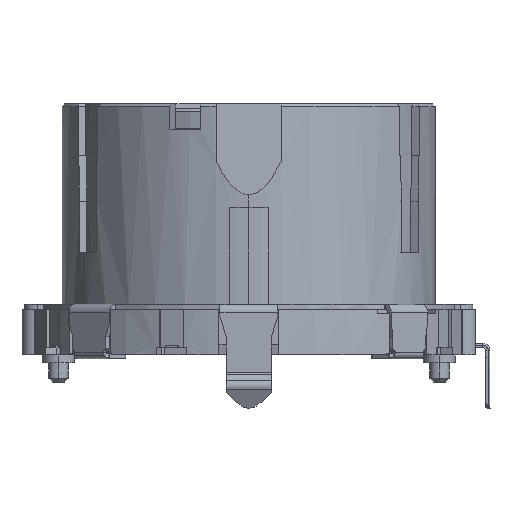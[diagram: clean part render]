
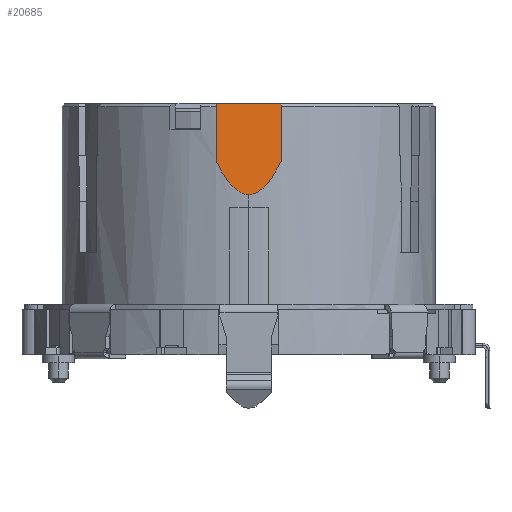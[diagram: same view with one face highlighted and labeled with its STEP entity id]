
A CAD part, left-side view. The second image highlights one B-rep face of the part: STEP entity #20685.
In plain terms, the highlighted face is planar.
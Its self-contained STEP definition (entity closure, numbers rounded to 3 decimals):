
#19349 = VERTEX_POINT ( 'NONE', #39857 ) ;
#19354 = EDGE_CURVE ( 'NONE', #19349, #19357, #39856, .T. ) ;
#19357 = VERTEX_POINT ( 'NONE', #39850 ) ;
#20651 = VERTEX_POINT ( 'NONE', #41939 ) ;
#20666 = EDGE_CURVE ( 'NONE', #20651, #20668, #41976, .T. ) ;
#20668 = VERTEX_POINT ( 'NONE', #41972 ) ;
#20685 = ADVANCED_FACE ( 'NONE', ( #41962 ), #42000, .F. ) ;
#20686 = EDGE_LOOP ( 'NONE', ( #20690, #20697, #20753, #20760, #20769 ) ) ;
#20690 = ORIENTED_EDGE ( 'NONE', *, *, #20691, .T. ) ;
#20691 = EDGE_CURVE ( 'NONE', #19349, #20694, #41989, .T. ) ;
#20694 = VERTEX_POINT ( 'NONE', #41985 ) ;
#20697 = ORIENTED_EDGE ( 'NONE', *, *, #20699, .F. ) ;
#20699 = EDGE_CURVE ( 'NONE', #20668, #20694, #42029, .T. ) ;
#20753 = ORIENTED_EDGE ( 'NONE', *, *, #20666, .F. ) ;
#20760 = ORIENTED_EDGE ( 'NONE', *, *, #20764, .F. ) ;
#20764 = EDGE_CURVE ( 'NONE', #19357, #20651, #42111, .T. ) ;
#20769 = ORIENTED_EDGE ( 'NONE', *, *, #19354, .F. ) ;
#39850 = CARTESIAN_POINT ( 'NONE',  ( 14.4, 0., -7. ) ) ;
#39852 = CARTESIAN_POINT ( 'NONE',  ( 14.4, 0., -7. ) ) ;
#39853 = CARTESIAN_POINT ( 'NONE',  ( 14.4, 0.839, -7. ) ) ;
#39854 = CARTESIAN_POINT ( 'NONE',  ( 14.327, 1.674, -6.147 ) ) ;
#39855 = CARTESIAN_POINT ( 'NONE',  ( 14.181, 2.5, -4.449 ) ) ;
#39856 =( BOUNDED_CURVE ( )  B_SPLINE_CURVE ( 3, ( #39855, #39854, #39853, #39852 ),
 .UNSPECIFIED., .F., .T. ) 
 B_SPLINE_CURVE_WITH_KNOTS ( ( 4, 4 ),
 ( 2.967, 3.142 ),
 .UNSPECIFIED. ) 
 CURVE ( )  GEOMETRIC_REPRESENTATION_ITEM ( )  RATIONAL_B_SPLINE_CURVE ( ( 1., 0.997, 0.997, 1. ) ) 
 REPRESENTATION_ITEM ( '' )  );
#39857 = CARTESIAN_POINT ( 'NONE',  ( 14.181, 2.5, -4.449 ) ) ;
#41939 = CARTESIAN_POINT ( 'NONE',  ( 14.181, -2.5, -4.449 ) ) ;
#41962 = FACE_OUTER_BOUND ( 'NONE', #20686, .T. ) ;
#41972 = CARTESIAN_POINT ( 'NONE',  ( 13.8, -2.5, 0. ) ) ;
#41973 = DIRECTION ( 'NONE',  ( -0.085, 0., 0.996 ) ) ;
#41974 = VECTOR ( 'NONE', #41973, 1000. ) ;
#41975 = CARTESIAN_POINT ( 'NONE',  ( 13.8, -2.5, 0. ) ) ;
#41976 = LINE ( 'NONE', #41975, #41974 ) ;
#41985 = CARTESIAN_POINT ( 'NONE',  ( 13.8, 2.5, 0. ) ) ;
#41986 = DIRECTION ( 'NONE',  ( -0.085, 0., 0.996 ) ) ;
#41987 = VECTOR ( 'NONE', #41986, 1000. ) ;
#41988 = CARTESIAN_POINT ( 'NONE',  ( 13.8, 2.5, 0. ) ) ;
#41989 = LINE ( 'NONE', #41988, #41987 ) ;
#41996 = DIRECTION ( 'NONE',  ( -0.085, 0., 0.996 ) ) ;
#41997 = DIRECTION ( 'NONE',  ( -0.996, 0., -0.085 ) ) ;
#41998 = CARTESIAN_POINT ( 'NONE',  ( 13.8, -2.5, 0. ) ) ;
#41999 = AXIS2_PLACEMENT_3D ( 'NONE', #41998, #41997, #41996 ) ;
#42000 = PLANE ( 'NONE',  #41999 ) ;
#42026 = DIRECTION ( 'NONE',  ( 0., 1., 0. ) ) ;
#42027 = VECTOR ( 'NONE', #42026, 1000. ) ;
#42028 = CARTESIAN_POINT ( 'NONE',  ( 13.8, -2.5, 0. ) ) ;
#42029 = LINE ( 'NONE', #42028, #42027 ) ;
#42107 = CARTESIAN_POINT ( 'NONE',  ( 14.181, -2.5, -4.449 ) ) ;
#42108 = CARTESIAN_POINT ( 'NONE',  ( 14.327, -1.674, -6.147 ) ) ;
#42109 = CARTESIAN_POINT ( 'NONE',  ( 14.4, -0.839, -7. ) ) ;
#42110 = CARTESIAN_POINT ( 'NONE',  ( 14.4, 0., -7. ) ) ;
#42111 =( BOUNDED_CURVE ( )  B_SPLINE_CURVE ( 3, ( #42110, #42109, #42108, #42107 ),
 .UNSPECIFIED., .F., .T. ) 
 B_SPLINE_CURVE_WITH_KNOTS ( ( 4, 4 ),
 ( 3.142, 3.316 ),
 .UNSPECIFIED. ) 
 CURVE ( )  GEOMETRIC_REPRESENTATION_ITEM ( )  RATIONAL_B_SPLINE_CURVE ( ( 1., 0.997, 0.997, 1. ) ) 
 REPRESENTATION_ITEM ( '' )  );
